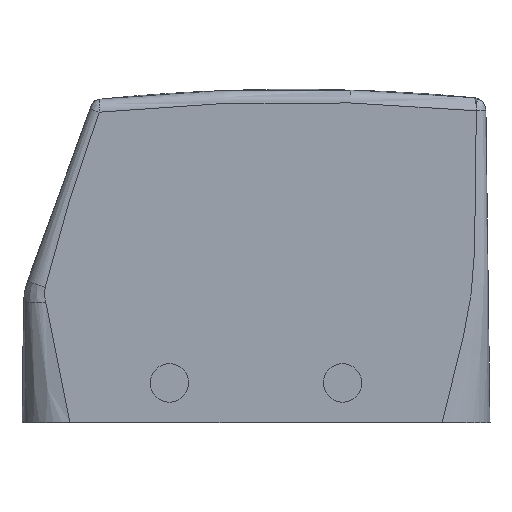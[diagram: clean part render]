
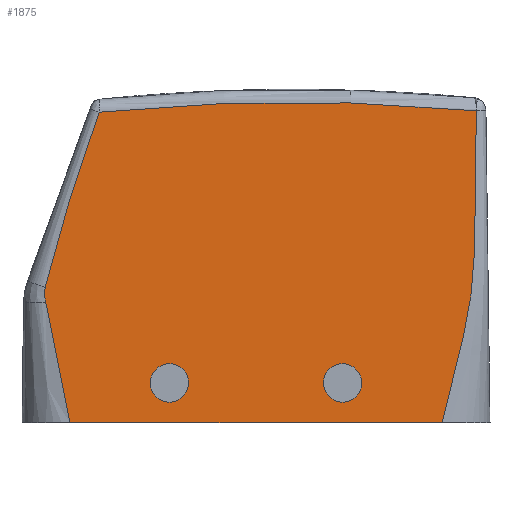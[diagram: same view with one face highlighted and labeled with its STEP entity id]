
A CAD part, left-side view. The second image highlights one B-rep face of the part: STEP entity #1875.
In plain terms, the highlighted planar face has unit normal (-1, 0, 0).
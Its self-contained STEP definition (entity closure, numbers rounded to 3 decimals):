
#692=AXIS2_PLACEMENT_3D('Circle Axis2P3D',#690,#691,$) ;
#1736=AXIS2_PLACEMENT_3D('Plane Axis2P3D',#1733,#1734,#1735) ;
#1841=AXIS2_PLACEMENT_3D('Circle Axis2P3D',#1839,#1840,$) ;
#1850=AXIS2_PLACEMENT_3D('Circle Axis2P3D',#1848,#1849,$) ;
#1859=AXIS2_PLACEMENT_3D('Circle Axis2P3D',#1857,#1858,$) ;
#1868=AXIS2_PLACEMENT_3D('Circle Axis2P3D',#1866,#1867,$) ;
#687=CARTESIAN_POINT('Vertex',(7.5,60.975,48.438)) ;
#690=CARTESIAN_POINT('Axis2P3D Location',(7.5,30.5,-248.)) ;
#694=CARTESIAN_POINT('Vertex',(7.5,2.135,48.647)) ;
#1733=CARTESIAN_POINT('Axis2P3D Location',(7.5,-5.331,-31.164)) ;
#1739=CARTESIAN_POINT('Control Point',(7.5,60.975,48.438)) ;
#1740=CARTESIAN_POINT('Control Point',(7.5,61.022,48.303)) ;
#1741=CARTESIAN_POINT('Control Point',(7.5,61.069,48.169)) ;
#1742=CARTESIAN_POINT('Control Point',(7.5,61.116,48.034)) ;
#1743=CARTESIAN_POINT('Control Point',(7.5,61.211,47.763)) ;
#1744=CARTESIAN_POINT('Control Point',(7.5,61.306,47.493)) ;
#1745=CARTESIAN_POINT('Control Point',(7.5,61.353,47.357)) ;
#1746=CARTESIAN_POINT('Control Point',(7.5,62.253,44.776)) ;
#1747=CARTESIAN_POINT('Control Point',(7.5,63.141,42.188)) ;
#1748=CARTESIAN_POINT('Control Point',(7.5,63.96,39.729)) ;
#1749=CARTESIAN_POINT('Control Point',(7.5,64.838,37.077)) ;
#1750=CARTESIAN_POINT('Control Point',(7.5,65.696,34.419)) ;
#1751=CARTESIAN_POINT('Control Point',(7.5,65.757,34.228)) ;
#1752=CARTESIAN_POINT('Control Point',(7.5,65.993,33.496)) ;
#1753=CARTESIAN_POINT('Control Point',(7.5,66.225,32.767)) ;
#1754=CARTESIAN_POINT('Control Point',(7.5,66.395,32.231)) ;
#1755=CARTESIAN_POINT('Control Point',(7.5,66.719,31.2)) ;
#1756=CARTESIAN_POINT('Control Point',(7.5,67.038,30.161)) ;
#1757=CARTESIAN_POINT('Control Point',(7.5,67.191,29.659)) ;
#1758=CARTESIAN_POINT('Control Point',(7.5,67.614,28.241)) ;
#1759=CARTESIAN_POINT('Control Point',(7.5,68.016,26.819)) ;
#1760=CARTESIAN_POINT('Control Point',(7.5,68.267,25.89)) ;
#1761=CARTESIAN_POINT('Control Point',(7.5,68.656,24.375)) ;
#1762=CARTESIAN_POINT('Control Point',(7.5,69.013,22.852)) ;
#1763=CARTESIAN_POINT('Control Point',(7.5,69.146,22.264)) ;
#1764=CARTESIAN_POINT('Control Point',(7.5,69.274,21.675)) ;
#1765=CARTESIAN_POINT('Control Point',(7.5,69.397,21.087)) ;
#1766=CARTESIAN_POINT('Vertex',(7.5,69.397,21.087)) ;
#1770=CARTESIAN_POINT('Control Point',(7.5,69.397,21.087)) ;
#1771=CARTESIAN_POINT('Control Point',(7.5,69.467,20.617)) ;
#1772=CARTESIAN_POINT('Control Point',(7.5,69.492,20.142)) ;
#1773=CARTESIAN_POINT('Control Point',(7.5,69.472,19.668)) ;
#1774=CARTESIAN_POINT('Control Point',(7.5,69.403,19.202)) ;
#1775=CARTESIAN_POINT('Control Point',(7.5,69.288,18.755)) ;
#1776=CARTESIAN_POINT('Vertex',(7.5,69.288,18.755)) ;
#1780=CARTESIAN_POINT('Control Point',(7.5,69.288,18.755)) ;
#1781=CARTESIAN_POINT('Control Point',(7.5,68.978,16.856)) ;
#1782=CARTESIAN_POINT('Control Point',(7.5,68.63,14.961)) ;
#1783=CARTESIAN_POINT('Control Point',(7.5,68.254,13.074)) ;
#1784=CARTESIAN_POINT('Control Point',(7.5,67.714,10.483)) ;
#1785=CARTESIAN_POINT('Control Point',(7.5,67.163,7.889)) ;
#1786=CARTESIAN_POINT('Control Point',(7.5,66.961,6.941)) ;
#1787=CARTESIAN_POINT('Control Point',(7.5,66.572,5.108)) ;
#1788=CARTESIAN_POINT('Control Point',(7.5,66.188,3.276)) ;
#1789=CARTESIAN_POINT('Control Point',(7.5,65.969,2.219)) ;
#1790=CARTESIAN_POINT('Control Point',(7.5,65.744,1.115)) ;
#1791=CARTESIAN_POINT('Control Point',(7.5,65.52,0.)) ;
#1792=CARTESIAN_POINT('Vertex',(7.5,65.52,0.)) ;
#1795=CARTESIAN_POINT('Line Origine',(7.5,36.498,0.)) ;
#1799=CARTESIAN_POINT('Vertex',(7.5,7.476,0.)) ;
#1803=CARTESIAN_POINT('Control Point',(7.5,2.135,48.647)) ;
#1804=CARTESIAN_POINT('Control Point',(7.5,2.135,48.566)) ;
#1805=CARTESIAN_POINT('Control Point',(7.5,2.135,48.486)) ;
#1806=CARTESIAN_POINT('Control Point',(7.5,2.134,48.394)) ;
#1807=CARTESIAN_POINT('Control Point',(7.5,2.134,48.197)) ;
#1808=CARTESIAN_POINT('Control Point',(7.5,2.133,48.022)) ;
#1809=CARTESIAN_POINT('Control Point',(7.5,2.133,47.949)) ;
#1810=CARTESIAN_POINT('Control Point',(7.5,2.119,43.955)) ;
#1811=CARTESIAN_POINT('Control Point',(7.5,2.132,39.961)) ;
#1812=CARTESIAN_POINT('Control Point',(7.5,2.201,36.039)) ;
#1813=CARTESIAN_POINT('Control Point',(7.5,2.247,31.909)) ;
#1814=CARTESIAN_POINT('Control Point',(7.5,2.373,27.782)) ;
#1815=CARTESIAN_POINT('Control Point',(7.5,2.38,27.565)) ;
#1816=CARTESIAN_POINT('Control Point',(7.5,2.401,26.931)) ;
#1817=CARTESIAN_POINT('Control Point',(7.5,2.425,26.298)) ;
#1818=CARTESIAN_POINT('Control Point',(7.5,2.443,25.883)) ;
#1819=CARTESIAN_POINT('Control Point',(7.5,2.483,25.075)) ;
#1820=CARTESIAN_POINT('Control Point',(7.5,2.532,24.265)) ;
#1821=CARTESIAN_POINT('Control Point',(7.5,2.559,23.869)) ;
#1822=CARTESIAN_POINT('Control Point',(7.5,2.779,20.951)) ;
#1823=CARTESIAN_POINT('Control Point',(7.5,3.16,18.043)) ;
#1824=CARTESIAN_POINT('Control Point',(7.5,3.643,15.539)) ;
#1825=CARTESIAN_POINT('Control Point',(7.5,4.702,10.936)) ;
#1826=CARTESIAN_POINT('Control Point',(7.5,5.898,6.362)) ;
#1827=CARTESIAN_POINT('Control Point',(7.5,6.45,4.242)) ;
#1828=CARTESIAN_POINT('Control Point',(7.5,6.971,2.123)) ;
#1829=CARTESIAN_POINT('Control Point',(7.5,7.476,0.)) ;
#1839=CARTESIAN_POINT('Axis2P3D Location',(7.5,50.,6.2)) ;
#1843=CARTESIAN_POINT('Vertex',(7.5,48.245,7.159)) ;
#1845=CARTESIAN_POINT('Vertex',(7.5,51.755,5.241)) ;
#1848=CARTESIAN_POINT('Axis2P3D Location',(7.5,50.,6.2)) ;
#1857=CARTESIAN_POINT('Axis2P3D Location',(7.5,23.,6.2)) ;
#1861=CARTESIAN_POINT('Vertex',(7.5,21.245,5.241)) ;
#1863=CARTESIAN_POINT('Vertex',(7.5,24.755,7.159)) ;
#1866=CARTESIAN_POINT('Axis2P3D Location',(7.5,23.,6.2)) ;
#691=DIRECTION('Axis2P3D Direction',(-1.,0.,0.)) ;
#1734=DIRECTION('Axis2P3D Direction',(-1.,0.,0.)) ;
#1735=DIRECTION('Axis2P3D XDirection',(0.,-0.17,0.985)) ;
#1796=DIRECTION('Vector Direction',(0.,-1.,0.)) ;
#1840=DIRECTION('Axis2P3D Direction',(-1.,0.,0.)) ;
#1849=DIRECTION('Axis2P3D Direction',(-1.,0.,0.)) ;
#1858=DIRECTION('Axis2P3D Direction',(-1.,0.,0.)) ;
#1867=DIRECTION('Axis2P3D Direction',(-1.,0.,0.)) ;
#1797=VECTOR('Line Direction',#1796,1.) ;
#1832=ORIENTED_EDGE('',*,*,#696,.T.) ;
#1833=ORIENTED_EDGE('',*,*,#1768,.F.) ;
#1834=ORIENTED_EDGE('',*,*,#1778,.F.) ;
#1835=ORIENTED_EDGE('',*,*,#1794,.F.) ;
#1836=ORIENTED_EDGE('',*,*,#1801,.T.) ;
#1837=ORIENTED_EDGE('',*,*,#1830,.T.) ;
#1854=ORIENTED_EDGE('',*,*,#1847,.F.) ;
#1855=ORIENTED_EDGE('',*,*,#1852,.F.) ;
#1872=ORIENTED_EDGE('',*,*,#1865,.F.) ;
#1873=ORIENTED_EDGE('',*,*,#1870,.F.) ;
#1856=FACE_BOUND('',#1853,.T.) ;
#1874=FACE_BOUND('',#1871,.T.) ;
#1875=ADVANCED_FACE('Housing',(#1838,#1856,#1874),#1737,.T.) ;
#1738=B_SPLINE_CURVE_WITH_KNOTS('',5,(#1739,#1740,#1741,#1742,#1743,#1744,#1745,#1746,#1747,#1748,#1749,#1750,#1751,#1752,#1753,#1754,#1755,#1756,#1757,#1758,#1759,#1760,#1761,#1762,#1763,#1764,#1765),.UNSPECIFIED.,.F.,.U.,(6,3,3,3,3,3,3,3,6),(0.,1.013,2.026,20.336,21.755,25.773,29.426,36.228,40.486),.UNSPECIFIED.) ;
#1769=B_SPLINE_CURVE_WITH_KNOTS('',5,(#1770,#1771,#1772,#1773,#1774,#1775),.UNSPECIFIED.,.F.,.U.,(6,6),(0.,3.325),.UNSPECIFIED.) ;
#1779=B_SPLINE_CURVE_WITH_KNOTS('',5,(#1780,#1781,#1782,#1783,#1784,#1785,#1786,#1787,#1788,#1789,#1790,#1791),.UNSPECIFIED.,.F.,.U.,(6,3,3,6),(0.,13.596,18.683,26.773),.UNSPECIFIED.) ;
#1802=B_SPLINE_CURVE_WITH_KNOTS('',5,(#1803,#1804,#1805,#1806,#1807,#1808,#1809,#1810,#1811,#1812,#1813,#1814,#1815,#1816,#1817,#1818,#1819,#1820,#1821,#1822,#1823,#1824,#1825,#1826,#1827,#1828,#1829),.UNSPECIFIED.,.F.,.U.,(6,3,3,3,3,3,3,3,6),(0.,0.57,1.141,28.879,30.426,33.38,36.181,54.129,69.543),.UNSPECIFIED.) ;
#693=CIRCLE('generated circle',#692,298.) ;
#1842=CIRCLE('generated circle',#1841,2.) ;
#1851=CIRCLE('generated circle',#1850,2.) ;
#1860=CIRCLE('generated circle',#1859,2.) ;
#1869=CIRCLE('generated circle',#1868,2.) ;
#696=EDGE_CURVE('',#695,#688,#693,.T.) ;
#1768=EDGE_CURVE('',#1767,#688,#1738,.F.) ;
#1778=EDGE_CURVE('',#1777,#1767,#1769,.F.) ;
#1794=EDGE_CURVE('',#1793,#1777,#1779,.F.) ;
#1801=EDGE_CURVE('',#1793,#1800,#1798,.T.) ;
#1830=EDGE_CURVE('',#1800,#695,#1802,.F.) ;
#1847=EDGE_CURVE('',#1844,#1846,#1842,.T.) ;
#1852=EDGE_CURVE('',#1846,#1844,#1851,.T.) ;
#1865=EDGE_CURVE('',#1862,#1864,#1860,.T.) ;
#1870=EDGE_CURVE('',#1864,#1862,#1869,.T.) ;
#1831=EDGE_LOOP('',(#1832,#1833,#1834,#1835,#1836,#1837)) ;
#1853=EDGE_LOOP('',(#1854,#1855)) ;
#1871=EDGE_LOOP('',(#1872,#1873)) ;
#1838=FACE_OUTER_BOUND('',#1831,.T.) ;
#1798=LINE('Line',#1795,#1797) ;
#1737=PLANE('',#1736) ;
#688=VERTEX_POINT('',#687) ;
#695=VERTEX_POINT('',#694) ;
#1767=VERTEX_POINT('',#1766) ;
#1777=VERTEX_POINT('',#1776) ;
#1793=VERTEX_POINT('',#1792) ;
#1800=VERTEX_POINT('',#1799) ;
#1844=VERTEX_POINT('',#1843) ;
#1846=VERTEX_POINT('',#1845) ;
#1862=VERTEX_POINT('',#1861) ;
#1864=VERTEX_POINT('',#1863) ;
